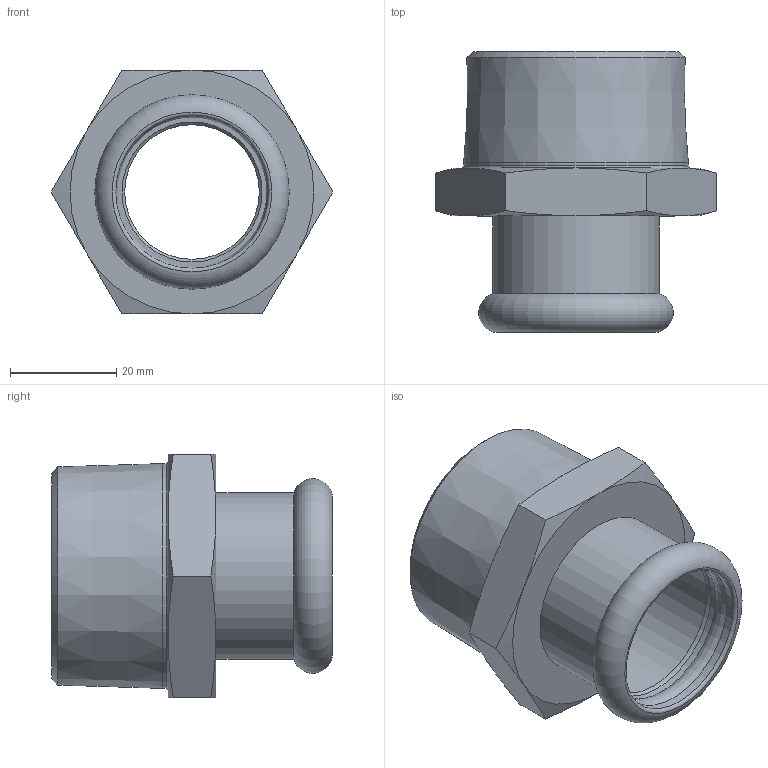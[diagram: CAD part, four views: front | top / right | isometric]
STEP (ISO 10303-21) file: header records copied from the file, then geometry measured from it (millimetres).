
FILE_DESCRIPTION(/* description */ ('MANICOTTO FILETTATO MASCHIO 1 1/4"x28'),/* implementation_level */ '2;1');
FILE_NAME(/* name */ '187114028_Inoxpres.stp',/* time_stamp */ '2022-10-11T15:57:28+02:00',/* author */ ('Vault'),/* organization */ ('Raccorderie metalliche s.p.a. '),/* preprocessor_version */ 'ST-DEVELOPER v18.1',/* originating_system */ 'Autodesk Inventor 2020',/* authorisation */ 'Raccorderie metalliche s.p.a. ');
FILE_SCHEMA (('AUTOMOTIVE_DESIGN { 1 0 10303 214 3 1 1 }'));
Length unit declared in the file: millimetre
Products named in the file (1): 187114028_Inoxpres
Bounding box: 53.12 x 53 x 46 mm (x, y, z)
Volume: 35125.2 mm3; surface area: 13558.6 mm2
Topology: 1 solids, 1 shells, 37 faces, 90 edges, 57 vertices
Faces by surface type: cone 16, plane 10, cylinder 6, torus 5
Full cylindrical faces by diameter (mm): 25.4 x1, 28.4 x1, 28.8 x2, 31.4 x1, 42.4 x1
Entity records: 1123 total; most frequent: CARTESIAN_POINT 233, DIRECTION 192, ORIENTED_EDGE 180, EDGE_CURVE 90, AXIS2_PLACEMENT_3D 88, VERTEX_POINT 57, CIRCLE 50, EDGE_LOOP 41
